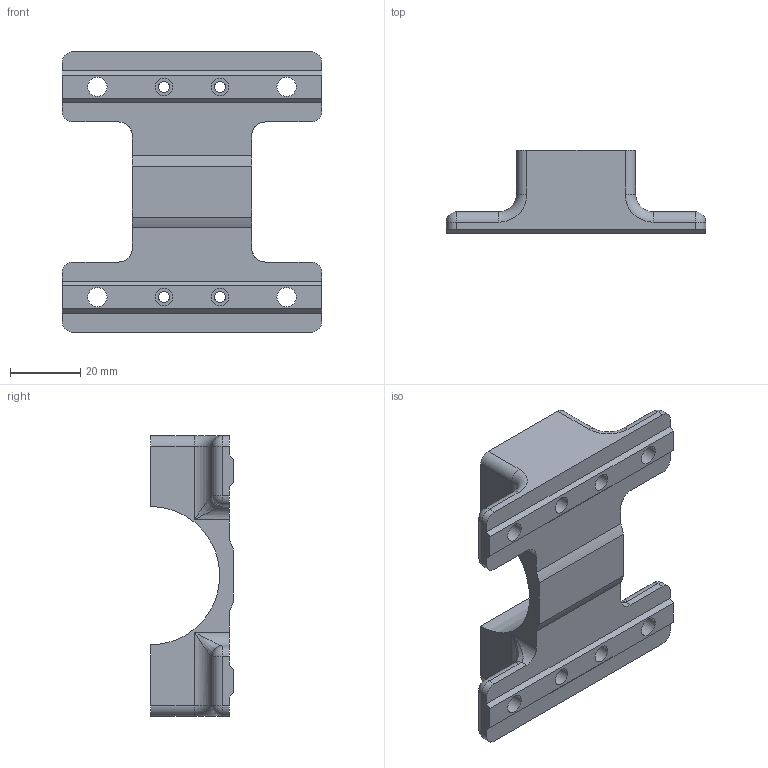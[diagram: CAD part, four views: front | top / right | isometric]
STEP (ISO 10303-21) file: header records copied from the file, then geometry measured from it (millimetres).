
FILE_DESCRIPTION(/* description */ (''),/* implementation_level */ '2;1');
FILE_NAME(/* name */ 'Step''s/1-BerdAir Mount v2.step',/* time_stamp */ '2019-10-20T16:52:37-04:00',/* author */ (''),/* organization */ (''),/* preprocessor_version */ 'ST-DEVELOPER v18',/* originating_system */ 'Autodesk Translation Framework v8.6.0.1094',/* authorisation */ '');
FILE_SCHEMA (('AUTOMOTIVE_DESIGN { 1 0 10303 214 3 1 1 }'));
Length unit declared in the file: millimetre
Products named in the file (1): 1-BerdAir Mount
Bounding box: 74 x 23.66 x 80 mm (x, y, z)
Volume: 48315.3 mm3; surface area: 15080.4 mm2
Topology: 1 solids, 1 shells, 108 faces, 270 edges, 164 vertices
Faces by surface type: cylinder 51, plane 37, sphere 8, torus 8, bspline 4
Full cylindrical faces by diameter (mm): 3.2 x4, 5 x4, 5.5 x4, 10 x4
Entity records: 3546 total; most frequent: CARTESIAN_POINT 849, DIRECTION 590, ORIENTED_EDGE 532, EDGE_CURVE 266, AXIS2_PLACEMENT_3D 227, VERTEX_POINT 164, LINE 136, VECTOR 136
